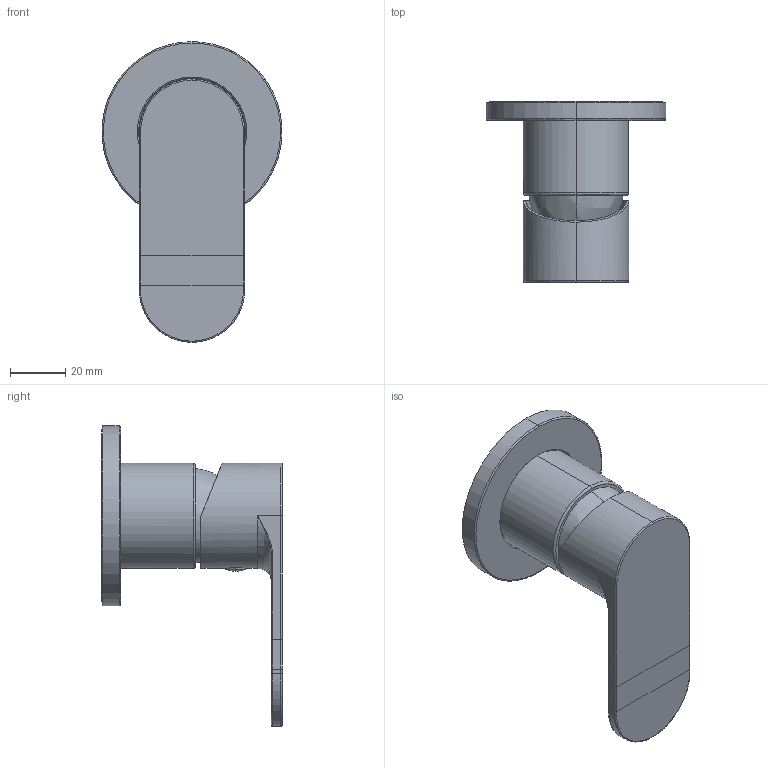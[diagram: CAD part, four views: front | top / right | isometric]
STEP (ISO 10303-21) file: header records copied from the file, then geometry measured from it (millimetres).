
FILE_DESCRIPTION(/* description */ (''),/* implementation_level */ '2;1');
FILE_NAME(/* name */ 'STEP - 164022501.2_2265215',/* time_stamp */ '2024-05-15T15:57:39+10:00',/* author */ (''),/* organization */ (''),/* preprocessor_version */ 'ST-DEVELOPER v16.5',/* originating_system */ 'Rhino 7.23',/* authorisation */ '');
FILE_SCHEMA (('AUTOMOTIVE_DESIGN'));
Length unit declared in the file: millimetre
Products named in the file (1): Document
Bounding box: 64.93 x 65.2 x 108.5 mm (x, y, z)
Volume: 36599 mm3; surface area: 36641.5 mm2
Topology: 8 solids, 8 shells, 643 faces, 1722 edges, 1113 vertices
Faces by surface type: plane 478, bspline 88, cylinder 77
Entity records: 21938 total; most frequent: CARTESIAN_POINT 10441, ORIENTED_EDGE 3432, EDGE_CURVE 1716, B_SPLINE_CURVE_WITH_KNOTS 1506, VERTEX_POINT 1113, EDGE_LOOP 681, ADVANCED_FACE 643, FACE_OUTER_BOUND 643
